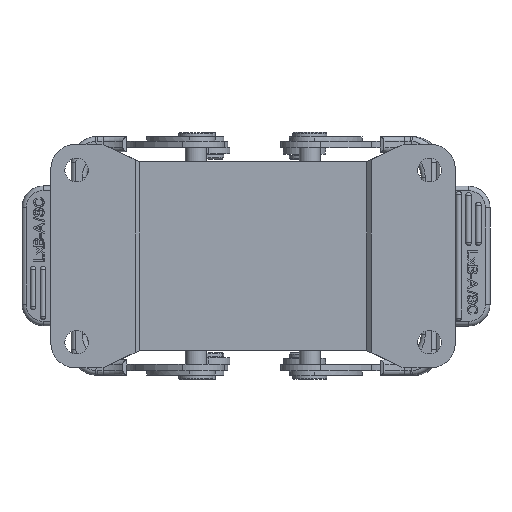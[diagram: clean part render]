
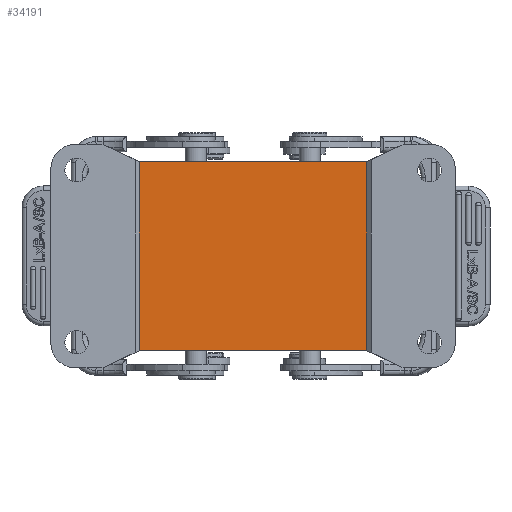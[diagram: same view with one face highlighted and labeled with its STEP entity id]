
A CAD part, front view. The second image highlights one B-rep face of the part: STEP entity #34191.
In plain terms, the highlighted planar face has unit normal (0, -1, 0).
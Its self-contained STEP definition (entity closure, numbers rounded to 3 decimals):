
#4689=CARTESIAN_POINT('',(20.589,1.72,50.19));
#4690=CARTESIAN_POINT('',(20.587,1.72,50.191));
#4691=CARTESIAN_POINT('',(20.583,1.72,50.193));
#4692=CARTESIAN_POINT('',(20.578,1.72,50.196));
#4693=CARTESIAN_POINT('',(20.574,1.72,50.197));
#4694=CARTESIAN_POINT('',(20.572,1.72,50.197));
#4710=DIRECTION('',(-1.,0.,0.));
#4711=VECTOR('',#4710,52.808);
#4712=CARTESIAN_POINT('',(73.398,1.704,6.308));
#4713=LINE('',#4712,#4711);
#4714=CARTESIAN_POINT('',(20.589,1.72,6.308));
#4715=CARTESIAN_POINT('',(20.587,1.72,6.307));
#4716=CARTESIAN_POINT('',(20.583,1.72,6.306));
#4717=CARTESIAN_POINT('',(20.578,1.72,6.303));
#4718=CARTESIAN_POINT('',(20.574,1.72,6.302));
#4719=CARTESIAN_POINT('',(20.572,1.72,6.301));
#4721=DIRECTION('',(1.,0.,0.));
#4722=VECTOR('',#4721,52.808);
#4723=CARTESIAN_POINT('',(20.589,1.72,50.19));
#4724=LINE('',#4723,#4722);
#4725=CARTESIAN_POINT('',(73.398,1.704,50.19));
#4726=CARTESIAN_POINT('',(73.399,1.704,50.191));
#4727=CARTESIAN_POINT('',(73.403,1.704,50.193));
#4728=CARTESIAN_POINT('',(73.409,1.704,50.196));
#4729=CARTESIAN_POINT('',(73.413,1.704,50.197));
#4730=CARTESIAN_POINT('',(73.415,1.704,50.197));
#4732=CARTESIAN_POINT('',(73.398,1.704,6.308));
#4733=CARTESIAN_POINT('',(73.4,1.704,6.307));
#4734=CARTESIAN_POINT('',(73.403,1.704,6.306));
#4735=CARTESIAN_POINT('',(73.409,1.704,6.303));
#4736=CARTESIAN_POINT('',(73.413,1.704,6.302));
#4737=CARTESIAN_POINT('',(73.415,1.704,6.301));
#4753=DIRECTION('',(0.,0.,1.));
#4754=VECTOR('',#4753,43.897);
#4755=CARTESIAN_POINT('',(73.415,1.704,6.301));
#4756=LINE('',#4755,#4754);
#8996=DIRECTION('',(0.,0.,-1.));
#8997=VECTOR('',#8996,43.897);
#8998=CARTESIAN_POINT('',(20.572,1.72,50.197));
#8999=LINE('',#8998,#8997);
#22161=CARTESIAN_POINT('',(20.589,1.72,6.308));
#22162=VERTEX_POINT('',#22161);
#22163=CARTESIAN_POINT('',(73.398,1.704,6.308));
#22164=VERTEX_POINT('',#22163);
#22276=CARTESIAN_POINT('',(73.398,1.704,50.19));
#22277=VERTEX_POINT('',#22276);
#22278=CARTESIAN_POINT('',(20.589,1.72,50.19));
#22279=VERTEX_POINT('',#22278);
#22425=VERTEX_POINT('',#4694);
#22426=VERTEX_POINT('',#4737);
#22427=VERTEX_POINT('',#4719);
#22428=VERTEX_POINT('',#4730);
#34171=CARTESIAN_POINT('',(46.993,1.712,28.249));
#34172=DIRECTION('',(0.,1.,0.));
#34173=DIRECTION('',(0.,0.,-1.));
#34174=AXIS2_PLACEMENT_3D('',#34171,#34172,#34173);
#34175=PLANE('',#34174);
#34177=ORIENTED_EDGE('',*,*,#34176,.F.);
#34178=ORIENTED_EDGE('',*,*,#32400,.T.);
#34180=ORIENTED_EDGE('',*,*,#34179,.T.);
#34182=ORIENTED_EDGE('',*,*,#34181,.F.);
#34183=ORIENTED_EDGE('',*,*,#34160,.F.);
#34184=ORIENTED_EDGE('',*,*,#32931,.T.);
#34186=ORIENTED_EDGE('',*,*,#34185,.T.);
#34188=ORIENTED_EDGE('',*,*,#34187,.F.);
#34189=EDGE_LOOP('',(#34177,#34178,#34180,#34182,#34183,#34184,#34186,#34188));
#34190=FACE_OUTER_BOUND('',#34189,.F.);
#4695=B_SPLINE_CURVE_WITH_KNOTS('',3,(#4689,#4690,#4691,#4692,#4693,#4694),
.UNSPECIFIED.,.F.,.F.,(4,1,1,4),(0.,0.333,0.667,1.),
.UNSPECIFIED.);
#4720=B_SPLINE_CURVE_WITH_KNOTS('',3,(#4714,#4715,#4716,#4717,#4718,#4719),
.UNSPECIFIED.,.F.,.F.,(4,1,1,4),(0.,0.333,0.667,1.),
.UNSPECIFIED.);
#4731=B_SPLINE_CURVE_WITH_KNOTS('',3,(#4725,#4726,#4727,#4728,#4729,#4730),
.UNSPECIFIED.,.F.,.F.,(4,1,1,4),(0.,0.333,0.667,1.),
.UNSPECIFIED.);
#4738=B_SPLINE_CURVE_WITH_KNOTS('',3,(#4732,#4733,#4734,#4735,#4736,#4737),
.UNSPECIFIED.,.F.,.F.,(4,1,1,4),(0.,0.333,0.667,1.),
.UNSPECIFIED.);
#32400=EDGE_CURVE('',#22164,#22162,#4713,.T.);
#32931=EDGE_CURVE('',#22279,#22277,#4724,.T.);
#34160=EDGE_CURVE('',#22279,#22425,#4695,.T.);
#34176=EDGE_CURVE('',#22164,#22426,#4738,.T.);
#34179=EDGE_CURVE('',#22162,#22427,#4720,.T.);
#34181=EDGE_CURVE('',#22425,#22427,#8999,.T.);
#34185=EDGE_CURVE('',#22277,#22428,#4731,.T.);
#34187=EDGE_CURVE('',#22426,#22428,#4756,.T.);
#34191=ADVANCED_FACE('',(#34190),#34175,.F.);
